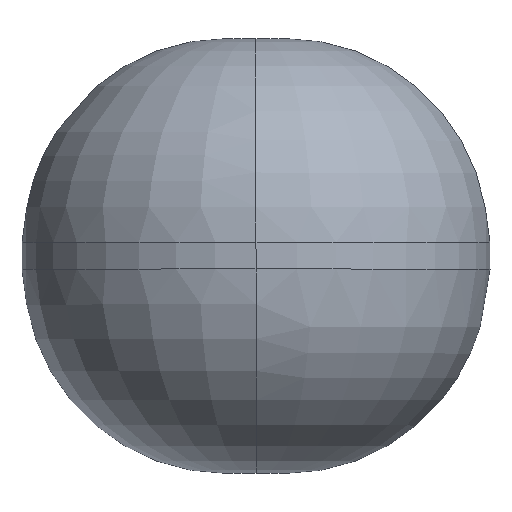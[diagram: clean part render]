
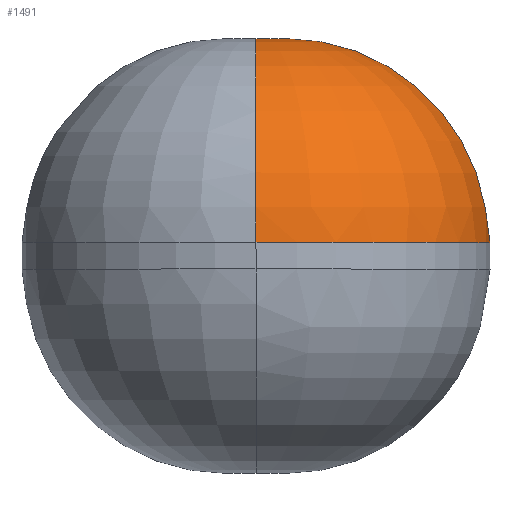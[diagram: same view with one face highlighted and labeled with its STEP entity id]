
A CAD part, top view. The second image highlights one B-rep face of the part: STEP entity #1491.
In plain terms, the highlighted toroidal (fillet/blend) face has major radius 0.45 mm and minor radius 3.05 mm.
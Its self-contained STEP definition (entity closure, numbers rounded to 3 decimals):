
#10 = DIRECTION ( 'NONE',  ( 0., 0., 1. ) ) ;
#36 = CARTESIAN_POINT ( 'NONE',  ( 0., 0.2, 4. ) ) ;
#136 = CIRCLE ( 'NONE', #204, 3.5 ) ;
#204 = AXIS2_PLACEMENT_3D ( 'NONE', #237, #836, #1133 ) ;
#237 = CARTESIAN_POINT ( 'NONE',  ( 0., 0.2, 7.5 ) ) ;
#282 = DIRECTION ( 'NONE',  ( 0., 1., 0. ) ) ;
#319 = ORIENTED_EDGE ( 'NONE', *, *, #997, .F. ) ;
#423 = VERTEX_POINT ( 'NONE', #36 ) ;
#469 = DIRECTION ( 'NONE',  ( 0., -1., 0. ) ) ;
#483 = EDGE_LOOP ( 'NONE', ( #1264, #632, #1497, #319 ) ) ;
#488 = AXIS2_PLACEMENT_3D ( 'NONE', #785, #647, #1237 ) ;
#508 = CARTESIAN_POINT ( 'NONE',  ( 0., 0.2, 11. ) ) ;
#583 = EDGE_CURVE ( 'NONE', #1419, #423, #136, .T. ) ;
#632 = ORIENTED_EDGE ( 'NONE', *, *, #1856, .T. ) ;
#647 = DIRECTION ( 'NONE',  ( 1., 0., 0. ) ) ;
#697 = CARTESIAN_POINT ( 'NONE',  ( 0., 0.2, 7.5 ) ) ;
#723 = VERTEX_POINT ( 'NONE', #1401 ) ;
#785 = CARTESIAN_POINT ( 'NONE',  ( 0., 0.2, 7.05 ) ) ;
#836 = DIRECTION ( 'NONE',  ( 0., 1., 0. ) ) ;
#871 = FACE_OUTER_BOUND ( 'NONE', #483, .T. ) ;
#900 = CIRCLE ( 'NONE', #1437, 0.45 ) ;
#910 = CARTESIAN_POINT ( 'NONE',  ( 0., 0.2, 7.95 ) ) ;
#978 = CIRCLE ( 'NONE', #488, 3.05 ) ;
#981 = DIRECTION ( 'NONE',  ( 0., 0., 1. ) ) ;
#997 = EDGE_CURVE ( 'NONE', #1419, #1454, #1533, .T. ) ;
#1133 = DIRECTION ( 'NONE',  ( 0., 0., 1. ) ) ;
#1158 = CARTESIAN_POINT ( 'NONE',  ( 0., 3.25, 7.95 ) ) ;
#1237 = DIRECTION ( 'NONE',  ( 0., 0., -1. ) ) ;
#1264 = ORIENTED_EDGE ( 'NONE', *, *, #583, .T. ) ;
#1309 = DIRECTION ( 'NONE',  ( 0., -1., 0. ) ) ;
#1401 = CARTESIAN_POINT ( 'NONE',  ( 0., 3.25, 7.05 ) ) ;
#1419 = VERTEX_POINT ( 'NONE', #508 ) ;
#1437 = AXIS2_PLACEMENT_3D ( 'NONE', #1473, #469, #10 ) ;
#1439 = AXIS2_PLACEMENT_3D ( 'NONE', #910, #1631, #1309 ) ;
#1443 = TOROIDAL_SURFACE ( 'NONE', #1532, 0.45, 3.05 ) ;
#1454 = VERTEX_POINT ( 'NONE', #1158 ) ;
#1473 = CARTESIAN_POINT ( 'NONE',  ( 0., 3.25, 7.5 ) ) ;
#1491 = ADVANCED_FACE ( 'NONE', ( #871 ), #1443, .T. ) ;
#1497 = ORIENTED_EDGE ( 'NONE', *, *, #1534, .T. ) ;
#1532 = AXIS2_PLACEMENT_3D ( 'NONE', #697, #282, #981 ) ;
#1533 = CIRCLE ( 'NONE', #1439, 3.05 ) ;
#1534 = EDGE_CURVE ( 'NONE', #723, #1454, #900, .T. ) ;
#1631 = DIRECTION ( 'NONE',  ( -1., 0., 0. ) ) ;
#1856 = EDGE_CURVE ( 'NONE', #423, #723, #978, .T. ) ;
